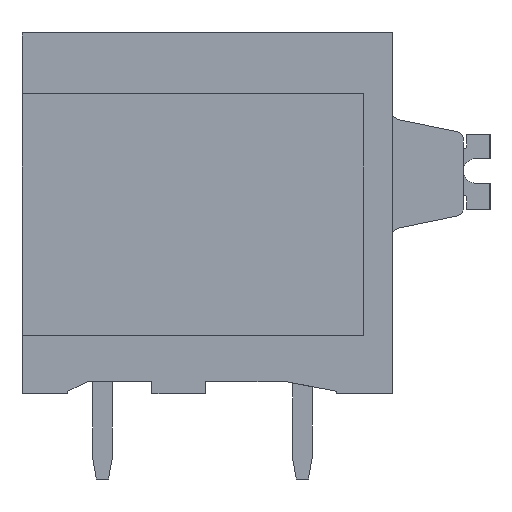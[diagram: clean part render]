
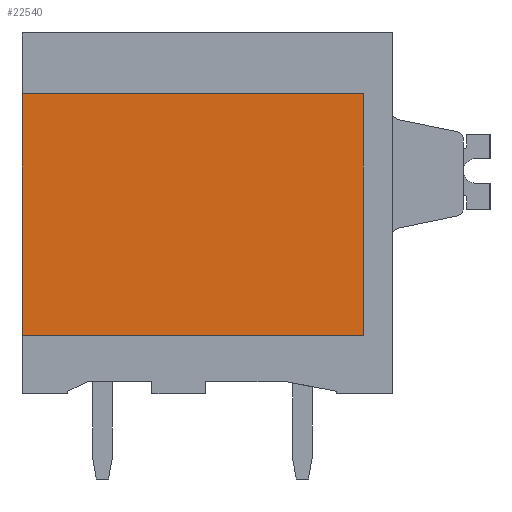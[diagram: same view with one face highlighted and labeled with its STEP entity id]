
A CAD part, left-side view. The second image highlights one B-rep face of the part: STEP entity #22540.
In plain terms, the highlighted planar face has unit normal (-1, 0, 0).
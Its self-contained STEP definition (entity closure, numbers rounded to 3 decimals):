
#8879=AXIS2_PLACEMENT_3D('Plane Axis2P3D',#8876,#8877,#8878) ;
#8876=CARTESIAN_POINT('Axis2P3D Location',(1.1,0.,0.)) ;
#22410=CARTESIAN_POINT('Vertex',(1.1,19.2,5.9)) ;
#22413=CARTESIAN_POINT('Line Origine',(1.1,19.2,10.85)) ;
#22417=CARTESIAN_POINT('Vertex',(1.1,19.2,15.8)) ;
#22490=CARTESIAN_POINT('Vertex',(1.1,5.2,5.9)) ;
#22493=CARTESIAN_POINT('Line Origine',(1.1,12.2,5.9)) ;
#22514=CARTESIAN_POINT('Vertex',(1.1,5.2,15.8)) ;
#22517=CARTESIAN_POINT('Line Origine',(1.1,5.2,10.85)) ;
#22529=CARTESIAN_POINT('Line Origine',(1.1,12.2,15.8)) ;
#8877=DIRECTION('Axis2P3D Direction',(-1.,0.,0.)) ;
#8878=DIRECTION('Axis2P3D XDirection',(0.,-1.,0.)) ;
#22414=DIRECTION('Vector Direction',(0.,0.,1.)) ;
#22494=DIRECTION('Vector Direction',(0.,1.,0.)) ;
#22518=DIRECTION('Vector Direction',(0.,0.,1.)) ;
#22530=DIRECTION('Vector Direction',(0.,1.,0.)) ;
#22415=VECTOR('Line Direction',#22414,1.) ;
#22495=VECTOR('Line Direction',#22494,1.) ;
#22519=VECTOR('Line Direction',#22518,1.) ;
#22531=VECTOR('Line Direction',#22530,1.) ;
#22535=ORIENTED_EDGE('',*,*,#22497,.F.) ;
#22536=ORIENTED_EDGE('',*,*,#22521,.T.) ;
#22537=ORIENTED_EDGE('',*,*,#22533,.T.) ;
#22538=ORIENTED_EDGE('',*,*,#22419,.F.) ;
#22540=ADVANCED_FACE('_LMF 5.00/23/90 3.5SN OR BX 1331940000',(#22539),#8880,.T.) ;
#22419=EDGE_CURVE('',#22411,#22418,#22416,.T.) ;
#22497=EDGE_CURVE('',#22491,#22411,#22496,.T.) ;
#22521=EDGE_CURVE('',#22491,#22515,#22520,.T.) ;
#22533=EDGE_CURVE('',#22515,#22418,#22532,.T.) ;
#22534=EDGE_LOOP('',(#22535,#22536,#22537,#22538)) ;
#22539=FACE_OUTER_BOUND('',#22534,.T.) ;
#22416=LINE('Line',#22413,#22415) ;
#22496=LINE('Line',#22493,#22495) ;
#22520=LINE('Line',#22517,#22519) ;
#22532=LINE('Line',#22529,#22531) ;
#8880=PLANE('',#8879) ;
#22411=VERTEX_POINT('',#22410) ;
#22418=VERTEX_POINT('',#22417) ;
#22491=VERTEX_POINT('',#22490) ;
#22515=VERTEX_POINT('',#22514) ;
